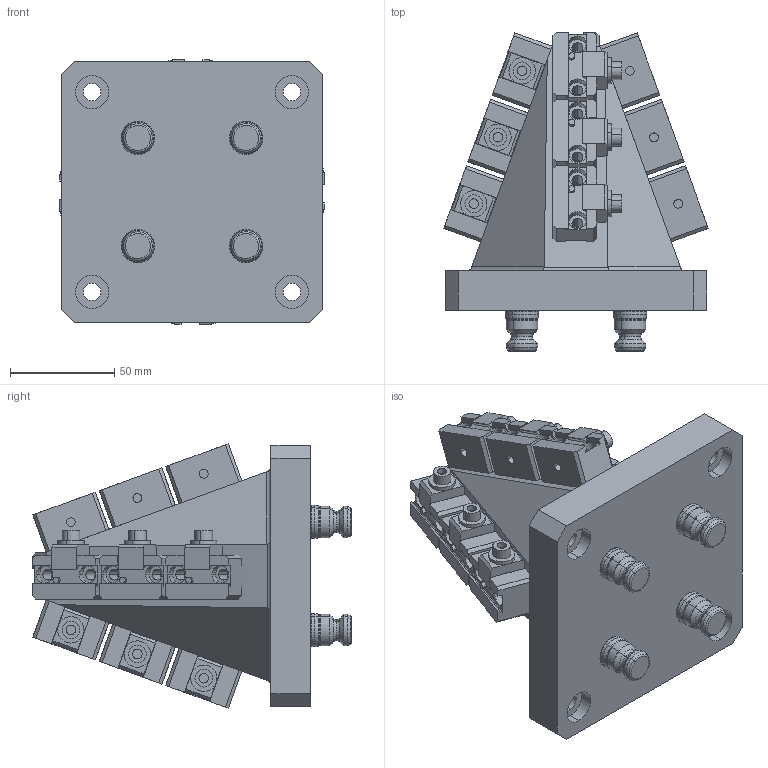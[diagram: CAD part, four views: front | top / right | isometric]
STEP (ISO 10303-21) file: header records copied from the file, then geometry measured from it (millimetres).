
FILE_DESCRIPTION (( 'STEP AP214' ), '1' );
FILE_NAME ('D_P12DM12.STEP', '2020-03-13T18:38:08', ( '' ), ( '' ), 'SwSTEP 2.0', 'SolidWorks 2018', '' );
FILE_SCHEMA (( 'AUTOMOTIVE_DESIGN' ));
Length unit declared in the file: millimetre
Products named in the file (7): D_PS16F_HARD TURN; D_DM12-3_91595A100; D_DM12; D_DM12-2_CLW10; D_P12DM12; D_DM12-1_D051251WM
Assembly tree (20 placements, depth 3):
  D_P12DM12
    D_P12DM12
    D_DM12  x12
      D_DM12-1_D051251WM
      D_DM12-2_CLW10
      D_DM12-3_91595A100
    D_PS16F_HARD TURN  x4
Bounding box: 127.13 x 153.06 x 127.13 mm (x, y, z)
Volume: 824885.4 mm3; surface area: 146706.5 mm2
Topology: 41 solids, 41 shells, 1634 faces, 4034 edges, 2500 vertices
Faces by surface type: plane 712, cylinder 634, cone 200, torus 88
Entity records: 15539 total; most frequent: DIRECTION 2669, CARTESIAN_POINT 2398, ORIENTED_EDGE 2206, EDGE_CURVE 1103, AXIS2_PLACEMENT_3D 1047, VERTEX_POINT 696, EDGE_LOOP 629, VECTOR 575
